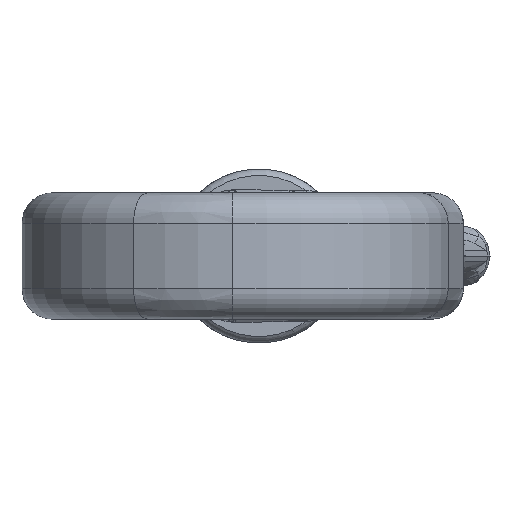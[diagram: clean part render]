
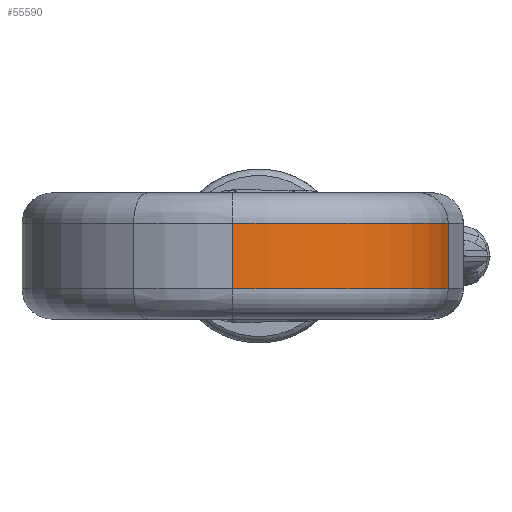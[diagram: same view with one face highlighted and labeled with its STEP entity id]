
A CAD part, front view. The second image highlights one B-rep face of the part: STEP entity #55590.
In plain terms, the highlighted cylindrical face has radius 49.908 mm (diameter 99.816 mm), a partial arc.
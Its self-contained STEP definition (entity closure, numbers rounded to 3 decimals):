
#851 = DIRECTION ( 'NONE',  ( 1., 0., 0. ) ) ;
#6453 = CARTESIAN_POINT ( 'NONE',  ( 43.469, -135.457, -7.5 ) ) ;
#8204 = CARTESIAN_POINT ( 'NONE',  ( -6.105, -179.605, 82.09 ) ) ;
#8525 = DIRECTION ( 'NONE',  ( -1., 0., 0. ) ) ;
#10771 = ORIENTED_EDGE ( 'NONE', *, *, #76090, .T. ) ;
#16092 = VERTEX_POINT ( 'NONE', #6453 ) ;
#19758 = ORIENTED_EDGE ( 'NONE', *, *, #74715, .F. ) ;
#21099 = LINE ( 'NONE', #61661, #57551 ) ;
#23518 = ORIENTED_EDGE ( 'NONE', *, *, #58155, .T. ) ;
#24570 = CIRCLE ( 'NONE', #60645, 49.908 ) ;
#26040 = CIRCLE ( 'NONE', #47400, 49.908 ) ;
#30321 = DIRECTION ( 'NONE',  ( 0., 0., -1. ) ) ;
#33165 = CARTESIAN_POINT ( 'NONE',  ( -6.105, -129.697, 7.5 ) ) ;
#33612 = CARTESIAN_POINT ( 'NONE',  ( -6.105, -179.605, 7.5 ) ) ;
#36356 = CARTESIAN_POINT ( 'NONE',  ( 43.469, -135.457, 7.5 ) ) ;
#39551 = DIRECTION ( 'NONE',  ( 0., 0., -1. ) ) ;
#39923 = CARTESIAN_POINT ( 'NONE',  ( -6.105, -129.697, -7.5 ) ) ;
#40830 = DIRECTION ( 'NONE',  ( 0., 0., -1. ) ) ;
#41335 = FACE_OUTER_BOUND ( 'NONE', #92454, .T. ) ;
#46804 = CARTESIAN_POINT ( 'NONE',  ( -6.105, -179.605, -7.5 ) ) ;
#47244 = LINE ( 'NONE', #8204, #54236 ) ;
#47400 = AXIS2_PLACEMENT_3D ( 'NONE', #39923, #78382, #851 ) ;
#48886 = EDGE_CURVE ( 'NONE', #85456, #16092, #26040, .T. ) ;
#54236 = VECTOR ( 'NONE', #39551, 1000. ) ;
#55498 = VERTEX_POINT ( 'NONE', #33612 ) ;
#55590 = ADVANCED_FACE ( 'NONE', ( #41335 ), #64450, .T. ) ;
#57281 = DIRECTION ( 'NONE',  ( 0., 0., -1. ) ) ;
#57551 = VECTOR ( 'NONE', #30321, 1000. ) ;
#58155 = EDGE_CURVE ( 'NONE', #55498, #85456, #47244, .T. ) ;
#60645 = AXIS2_PLACEMENT_3D ( 'NONE', #33165, #57281, #8525 ) ;
#61661 = CARTESIAN_POINT ( 'NONE',  ( 43.469, -135.457, 98.259 ) ) ;
#64450 = CYLINDRICAL_SURFACE ( 'NONE', #85287, 49.908 ) ;
#72615 = CARTESIAN_POINT ( 'NONE',  ( -6.105, -129.697, 98.259 ) ) ;
#74715 = EDGE_CURVE ( 'NONE', #79296, #16092, #21099, .T. ) ;
#76090 = EDGE_CURVE ( 'NONE', #79296, #55498, #24570, .T. ) ;
#78382 = DIRECTION ( 'NONE',  ( 0., 0., 1. ) ) ;
#79296 = VERTEX_POINT ( 'NONE', #36356 ) ;
#85287 = AXIS2_PLACEMENT_3D ( 'NONE', #72615, #40830, #97274 ) ;
#85456 = VERTEX_POINT ( 'NONE', #46804 ) ;
#92454 = EDGE_LOOP ( 'NONE', ( #23518, #95825, #19758, #10771 ) ) ;
#95825 = ORIENTED_EDGE ( 'NONE', *, *, #48886, .T. ) ;
#97274 = DIRECTION ( 'NONE',  ( -1., 0., 0. ) ) ;
